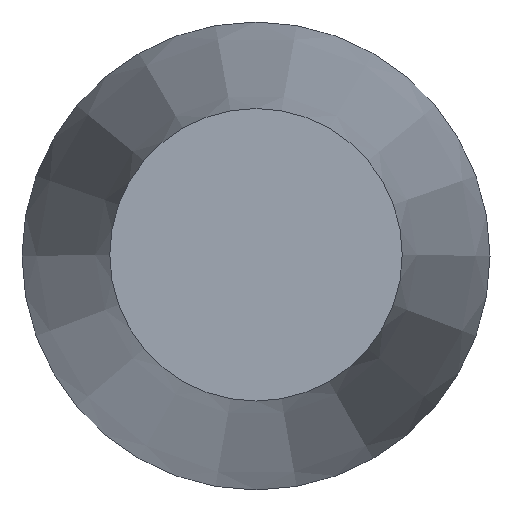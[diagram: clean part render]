
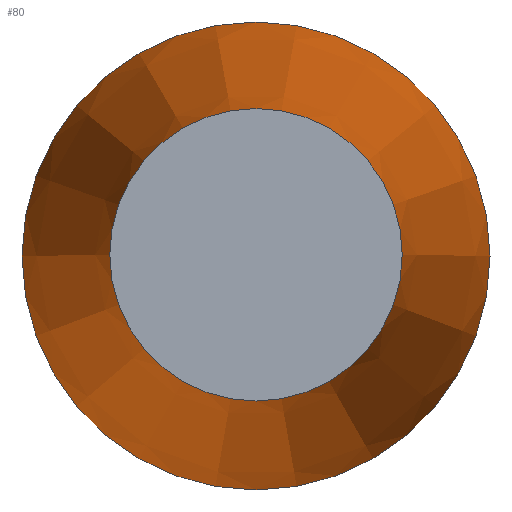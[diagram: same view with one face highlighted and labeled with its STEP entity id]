
A CAD part, top view. The second image highlights one B-rep face of the part: STEP entity #80.
In plain terms, the highlighted conical face has half-angle 7.125 degrees and reference radius 4 mm.
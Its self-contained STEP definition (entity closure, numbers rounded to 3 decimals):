
#25=FACE_OUTER_BOUND('',#32,.T.);
#32=EDGE_LOOP('',(#69,#70,#71,#72));
#35=LINE('',#152,#38);
#38=VECTOR('',#132,4.);
#42=CIRCLE('',#102,2.5);
#43=CIRCLE('',#104,4.);
#47=VERTEX_POINT('',#146);
#48=VERTEX_POINT('',#149);
#54=EDGE_CURVE('',#47,#47,#42,.T.);
#55=EDGE_CURVE('',#48,#48,#43,.T.);
#56=EDGE_CURVE('',#47,#48,#35,.T.);
#69=ORIENTED_EDGE('',*,*,#54,.T.);
#70=ORIENTED_EDGE('',*,*,#56,.T.);
#71=ORIENTED_EDGE('',*,*,#55,.T.);
#72=ORIENTED_EDGE('',*,*,#56,.F.);
#74=CONICAL_SURFACE('',#105,4.,0.124);
#80=ADVANCED_FACE('',(#25),#74,.T.);
#102=AXIS2_PLACEMENT_3D('',#147,#124,#125);
#104=AXIS2_PLACEMENT_3D('',#150,#128,#129);
#105=AXIS2_PLACEMENT_3D('',#151,#130,#131);
#124=DIRECTION('center_axis',(0.,0.,-1.));
#125=DIRECTION('ref_axis',(1.,0.,0.));
#128=DIRECTION('center_axis',(0.,0.,1.));
#129=DIRECTION('ref_axis',(1.,0.,0.));
#130=DIRECTION('center_axis',(0.,0.,-1.));
#131=DIRECTION('ref_axis',(1.,0.,0.));
#132=DIRECTION('',(-0.124,0.,-0.992));
#146=CARTESIAN_POINT('',(-2.5,0.,12.));
#147=CARTESIAN_POINT('Origin',(0.,0.,12.));
#149=CARTESIAN_POINT('',(-4.,0.,0.));
#150=CARTESIAN_POINT('Origin',(0.,0.,0.));
#151=CARTESIAN_POINT('Origin',(0.,0.,0.));
#152=CARTESIAN_POINT('',(-4.,0.,0.));
